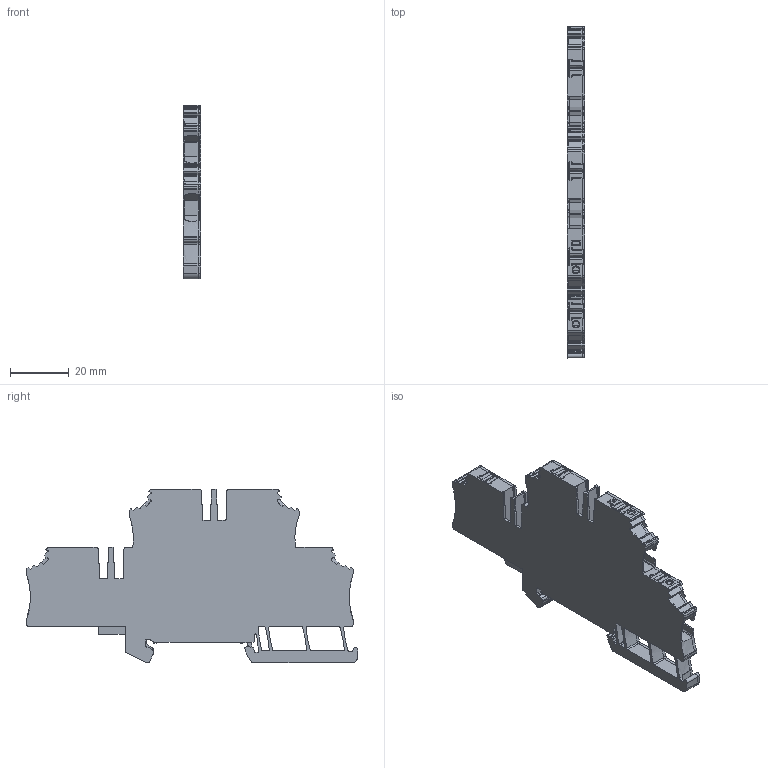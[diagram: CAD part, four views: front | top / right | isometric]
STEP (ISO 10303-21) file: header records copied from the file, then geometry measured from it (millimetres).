
FILE_DESCRIPTION(('CATIA V5 STEP Exchange','CAx-IF Rec.Pracs.--- Model Styling and Organization---1.4--- 2014-01-23'),'2;1');
FILE_NAME ('1389542-4_1_2847810000_2847810000.stp','2024-04-10T05:28:33+00:00',('none'),('Weidmueller'),'CATIA Version 5-6 Release 2016 SP3 HF44','CATIA V5 STEP AP214','none');
FILE_SCHEMA(('AUTOMOTIVE_DESIGN { 1 0 10303 214 1 1 1 1 }'));
Products named in the file (1): 2847810000
Bounding box: 6.1 x 113.12 x 59.3 mm (x, y, z)
Volume: 23817.3 mm3; surface area: 22065.2 mm2
Topology: 10 solids, 12 shells, 1556 faces, 4365 edges, 2816 vertices
Faces by surface type: plane 775, cylinder 625, extrusion 67, cone 48, sphere 27, torus 10, bspline 4
Entity records: 51926 total; most frequent: CARTESIAN_POINT 13604, ORIENTED_EDGE 8678, DIRECTION 6603, EDGE_CURVE 4339, VECTOR 2869, VERTEX_POINT 2816, LINE 2802, AXIS2_PLACEMENT_3D 2390
